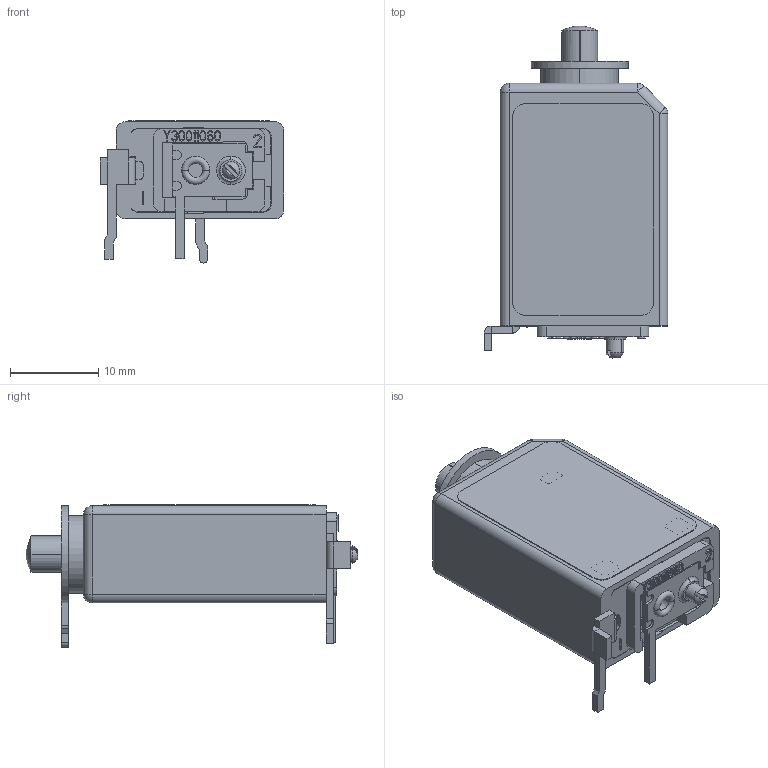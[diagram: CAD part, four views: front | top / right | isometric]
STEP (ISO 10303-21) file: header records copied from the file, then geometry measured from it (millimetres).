
FILE_DESCRIPTION((''),'2;1');
FILE_NAME('DUMMY_104_PR_DIREKT','2022-02-23T13:58:59',('wschmidt'),(''),'CREO PARAMETRIC BY PTC INC, 2020044','CREO PARAMETRIC BY PTC INC, 2020044','');
FILE_SCHEMA(('AUTOMOTIVE_DESIGN { 1 0 10303 214 1 1 1 1 }'));
Length unit declared in the file: millimetre
Products named in the file (1): DUMMY_104_PR_DIREKT
Bounding box: 20.82 x 37.62 x 16.1 mm (x, y, z)
Volume: 5919.3 mm3; surface area: 3405.2 mm2
Topology: 1 solids, 3 shells, 722 faces, 1974 edges, 1292 vertices
Faces by surface type: plane 586, cylinder 102, torus 18, sphere 14, cone 2
Entity records: 29705 total; most frequent: CARTESIAN_POINT 4176, ORIENTED_EDGE 3944, DIRECTION 3662, PRESENTATION_STYLE_ASSIGNMENT 2058, STYLED_ITEM 1973, CURVE_STYLE 1972, EDGE_CURVE 1972, VECTOR 1686
